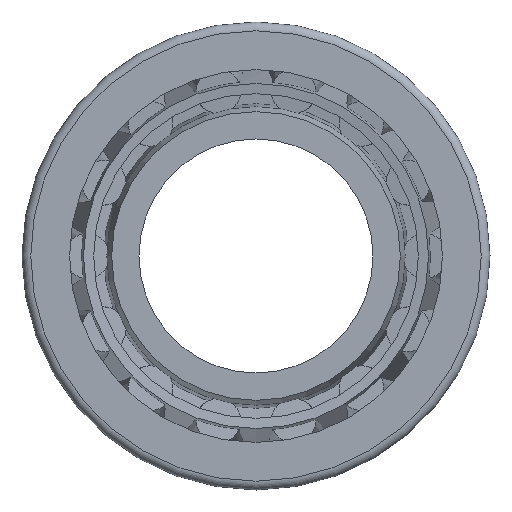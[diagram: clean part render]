
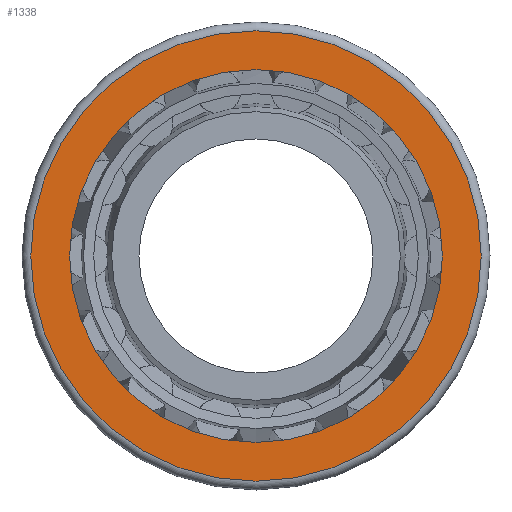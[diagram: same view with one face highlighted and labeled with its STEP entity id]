
A CAD part, left-side view. The second image highlights one B-rep face of the part: STEP entity #1338.
In plain terms, the highlighted planar face has unit normal (-1, 0, 0).
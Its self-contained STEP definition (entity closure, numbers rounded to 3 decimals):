
#156=PLANE('',#1490);
#234=ORIENTED_EDGE('',*,*,#600,.T.);
#235=ORIENTED_EDGE('',*,*,#601,.F.);
#600=EDGE_CURVE('',#788,#788,#920,.T.);
#601=EDGE_CURVE('',#789,#789,#921,.T.);
#788=VERTEX_POINT('',#2222);
#789=VERTEX_POINT('',#2224);
#920=CIRCLE('',#1491,31.869);
#921=CIRCLE('',#1492,38.5);
#1006=EDGE_LOOP('',(#234));
#1007=EDGE_LOOP('',(#235));
#1158=FACE_BOUND('',#1006,.T.);
#1159=FACE_BOUND('',#1007,.T.);
#1338=ADVANCED_FACE('',(#1158,#1159),#156,.T.);
#1490=AXIS2_PLACEMENT_3D('',#2220,#1752,#1753);
#1491=AXIS2_PLACEMENT_3D('',#2221,#1754,#1755);
#1492=AXIS2_PLACEMENT_3D('',#2223,#1756,#1757);
#1752=DIRECTION('',(-1.,0.,0.));
#1753=DIRECTION('',(0.,0.,1.));
#1754=DIRECTION('',(1.,0.,0.));
#1755=DIRECTION('',(0.,0.,-1.));
#1756=DIRECTION('',(1.,0.,0.));
#1757=DIRECTION('',(0.,0.,-1.));
#2220=CARTESIAN_POINT('',(0.,38.5,0.));
#2221=CARTESIAN_POINT('',(0.,0.,0.));
#2222=CARTESIAN_POINT('',(0.,0.,-31.869));
#2223=CARTESIAN_POINT('',(0.,0.,0.));
#2224=CARTESIAN_POINT('',(0.,0.,-38.5));
